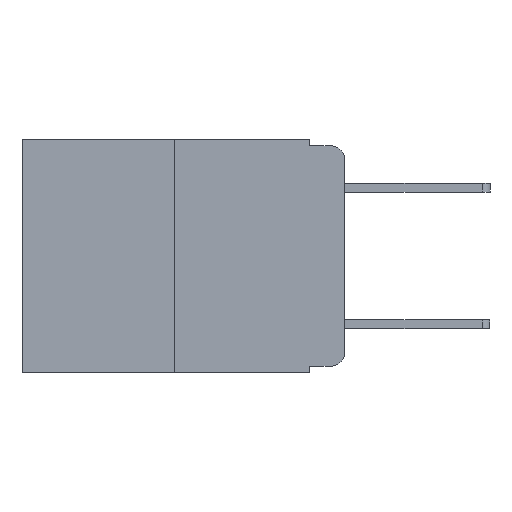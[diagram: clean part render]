
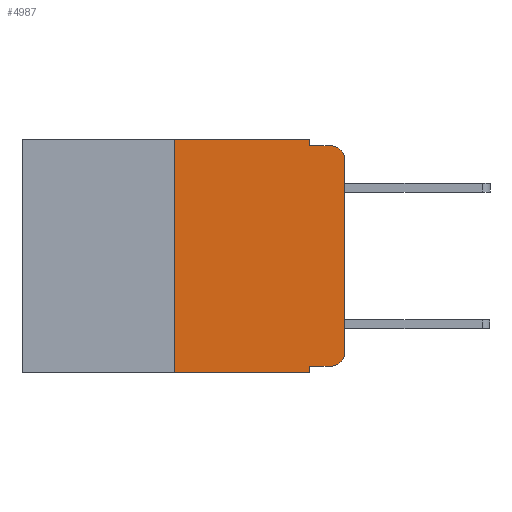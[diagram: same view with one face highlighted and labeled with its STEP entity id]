
A CAD part, left-side view. The second image highlights one B-rep face of the part: STEP entity #4987.
In plain terms, the highlighted planar face has unit normal (-1, 0, 0).
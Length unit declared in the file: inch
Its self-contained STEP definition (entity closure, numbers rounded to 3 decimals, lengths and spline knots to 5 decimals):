
#42 = AXIS2_PLACEMENT_3D ( 'NONE', #5296, #16146, #6964 ) ;
#98 = CARTESIAN_POINT ( 'NONE',  ( 0., 0., -0.03 ) ) ;
#109 = VERTEX_POINT ( 'NONE', #19942 ) ;
#126 = ORIENTED_EDGE ( 'NONE', *, *, #2685, .T. ) ;
#482 = ORIENTED_EDGE ( 'NONE', *, *, #10450, .F. ) ;
#973 = CIRCLE ( 'NONE', #5641, 0.02 ) ;
#1426 = ORIENTED_EDGE ( 'NONE', *, *, #6273, .F. ) ;
#1437 = ORIENTED_EDGE ( 'NONE', *, *, #16524, .F. ) ;
#1670 = LINE ( 'NONE', #3887, #13909 ) ;
#1672 = CARTESIAN_POINT ( 'NONE',  ( 0., 0.473, -0.343 ) ) ;
#1888 = VECTOR ( 'NONE', #8728, 39.37008 ) ;
#2211 = DIRECTION ( 'NONE',  ( 0., 0., 1. ) ) ;
#2307 = CARTESIAN_POINT ( 'NONE',  ( 0., 0.25, -0.343 ) ) ;
#2685 = EDGE_CURVE ( 'NONE', #11761, #13197, #6723, .T. ) ;
#2878 = VERTEX_POINT ( 'NONE', #2307 ) ;
#3887 = CARTESIAN_POINT ( 'NONE',  ( 0., 0.051, 0. ) ) ;
#4077 = CARTESIAN_POINT ( 'NONE',  ( 0., 0.02, -0.03 ) ) ;
#4220 = VECTOR ( 'NONE', #6454, 39.37008 ) ;
#4987 = ADVANCED_FACE ( 'NONE', ( #7590 ), #15409, .F. ) ;
#5296 = CARTESIAN_POINT ( 'NONE',  ( 0., 0.02, -0.313 ) ) ;
#5412 = VECTOR ( 'NONE', #7463, 39.37008 ) ;
#5524 = EDGE_CURVE ( 'NONE', #10722, #10936, #12134, .T. ) ;
#5641 = AXIS2_PLACEMENT_3D ( 'NONE', #4077, #15053, #5817 ) ;
#5751 = EDGE_LOOP ( 'NONE', ( #6479, #17478, #7736, #1426, #11814, #482, #7348, #1437, #10550, #126 ) ) ;
#5817 = DIRECTION ( 'NONE',  ( 0., 0., -1. ) ) ;
#6090 = CARTESIAN_POINT ( 'NONE',  ( 0., 0.02, -0.333 ) ) ;
#6273 = EDGE_CURVE ( 'NONE', #109, #10722, #1670, .T. ) ;
#6454 = DIRECTION ( 'NONE',  ( 0., -1., 0. ) ) ;
#6479 = ORIENTED_EDGE ( 'NONE', *, *, #13651, .T. ) ;
#6723 = CIRCLE ( 'NONE', #42, 0.02 ) ;
#6964 = DIRECTION ( 'NONE',  ( 0., 0., -1. ) ) ;
#7126 = CARTESIAN_POINT ( 'NONE',  ( 0., 0.051, 0. ) ) ;
#7259 = DIRECTION ( 'NONE',  ( 0., 0., -1. ) ) ;
#7348 = ORIENTED_EDGE ( 'NONE', *, *, #19242, .T. ) ;
#7463 = DIRECTION ( 'NONE',  ( 0., -1., 0. ) ) ;
#7590 = FACE_OUTER_BOUND ( 'NONE', #5751, .T. ) ;
#7629 = CARTESIAN_POINT ( 'NONE',  ( 0., 0., -0.313 ) ) ;
#7736 = ORIENTED_EDGE ( 'NONE', *, *, #5524, .F. ) ;
#7804 = DIRECTION ( 'NONE',  ( 0., 0., -1. ) ) ;
#8728 = DIRECTION ( 'NONE',  ( 0., 0., -1. ) ) ;
#8991 = LINE ( 'NONE', #16431, #17036 ) ;
#9056 = CARTESIAN_POINT ( 'NONE',  ( 0., 0.473, 0. ) ) ;
#9155 = VERTEX_POINT ( 'NONE', #16087 ) ;
#9801 = VECTOR ( 'NONE', #12121, 39.37008 ) ;
#9816 = EDGE_CURVE ( 'NONE', #13445, #109, #13662, .T. ) ;
#10450 = EDGE_CURVE ( 'NONE', #2878, #13445, #17203, .T. ) ;
#10550 = ORIENTED_EDGE ( 'NONE', *, *, #17771, .T. ) ;
#10722 = VERTEX_POINT ( 'NONE', #19954 ) ;
#10936 = VERTEX_POINT ( 'NONE', #17409 ) ;
#11761 = VERTEX_POINT ( 'NONE', #6090 ) ;
#11814 = ORIENTED_EDGE ( 'NONE', *, *, #9816, .F. ) ;
#11985 = CARTESIAN_POINT ( 'NONE',  ( 0., 0.25, 0. ) ) ;
#12008 = AXIS2_PLACEMENT_3D ( 'NONE', #12312, #16932, #7804 ) ;
#12121 = DIRECTION ( 'NONE',  ( 0., -1., 0. ) ) ;
#12134 = LINE ( 'NONE', #12555, #4220 ) ;
#12312 = CARTESIAN_POINT ( 'NONE',  ( 0., 0.473, 0. ) ) ;
#12555 = CARTESIAN_POINT ( 'NONE',  ( 0., 0.051, -0.01 ) ) ;
#13163 = VECTOR ( 'NONE', #14989, 39.37008 ) ;
#13197 = VERTEX_POINT ( 'NONE', #7629 ) ;
#13445 = VERTEX_POINT ( 'NONE', #20328 ) ;
#13651 = EDGE_CURVE ( 'NONE', #13197, #18642, #8991, .T. ) ;
#13662 = LINE ( 'NONE', #9056, #5412 ) ;
#13804 = LINE ( 'NONE', #18136, #9801 ) ;
#13909 = VECTOR ( 'NONE', #7259, 39.37008 ) ;
#14093 = LINE ( 'NONE', #7126, #1888 ) ;
#14907 = VERTEX_POINT ( 'NONE', #19587 ) ;
#14989 = DIRECTION ( 'NONE',  ( 0., 0., 1. ) ) ;
#15053 = DIRECTION ( 'NONE',  ( -1., 0., 0. ) ) ;
#15409 = PLANE ( 'NONE',  #12008 ) ;
#15416 = VECTOR ( 'NONE', #18957, 39.37008 ) ;
#16087 = CARTESIAN_POINT ( 'NONE',  ( 0., 0.051, -0.333 ) ) ;
#16146 = DIRECTION ( 'NONE',  ( -1., 0., 0. ) ) ;
#16431 = CARTESIAN_POINT ( 'NONE',  ( 0., 0., 0. ) ) ;
#16524 = EDGE_CURVE ( 'NONE', #9155, #14907, #14093, .T. ) ;
#16932 = DIRECTION ( 'NONE',  ( 1., 0., 0. ) ) ;
#17036 = VECTOR ( 'NONE', #2211, 39.37008 ) ;
#17203 = LINE ( 'NONE', #11985, #13163 ) ;
#17409 = CARTESIAN_POINT ( 'NONE',  ( 0., 0.02, -0.01 ) ) ;
#17478 = ORIENTED_EDGE ( 'NONE', *, *, #18248, .T. ) ;
#17771 = EDGE_CURVE ( 'NONE', #9155, #11761, #13804, .T. ) ;
#18136 = CARTESIAN_POINT ( 'NONE',  ( 0., 0.051, -0.333 ) ) ;
#18248 = EDGE_CURVE ( 'NONE', #18642, #10936, #973, .T. ) ;
#18642 = VERTEX_POINT ( 'NONE', #98 ) ;
#18957 = DIRECTION ( 'NONE',  ( 0., -1., 0. ) ) ;
#19242 = EDGE_CURVE ( 'NONE', #2878, #14907, #19387, .T. ) ;
#19387 = LINE ( 'NONE', #1672, #15416 ) ;
#19587 = CARTESIAN_POINT ( 'NONE',  ( 0., 0.051, -0.343 ) ) ;
#19942 = CARTESIAN_POINT ( 'NONE',  ( 0., 0.051, 0. ) ) ;
#19954 = CARTESIAN_POINT ( 'NONE',  ( 0., 0.051, -0.01 ) ) ;
#20328 = CARTESIAN_POINT ( 'NONE',  ( 0., 0.25, 0. ) ) ;
